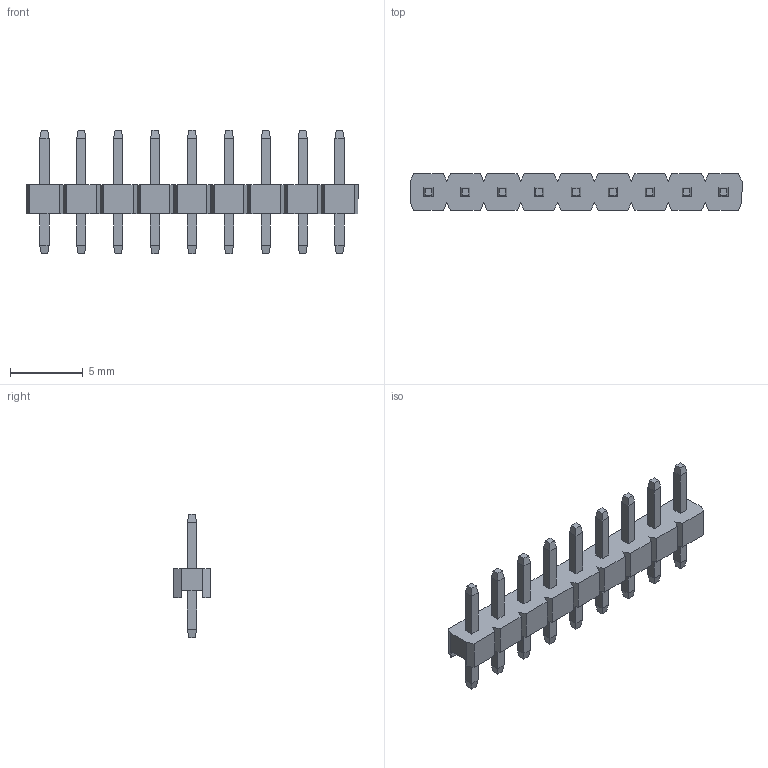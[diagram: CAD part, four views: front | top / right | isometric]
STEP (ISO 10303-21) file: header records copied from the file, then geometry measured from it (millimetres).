
FILE_DESCRIPTION (( 'STEP AP214' ), '1' );
FILE_NAME ('FPH25448-S09S1014100630B-REF.STEP', '2025-10-13T05:44:57', ( '' ), ( '' ), 'SwSTEP 2.0', 'SolidWorks 2021', '' );
FILE_SCHEMA (( 'AUTOMOTIVE_DESIGN' ));
Length unit declared in the file: millimetre
Products named in the file (1): FPH25448-S09S1014100630B-REF
Bounding box: 22.86 x 2.5 x 8.5 mm (x, y, z)
Volume: 118.4 mm3; surface area: 404.6 mm2
Topology: 1 solids, 1 shells, 224 faces, 540 edges, 336 vertices
Faces by surface type: plane 224
Entity records: 6322 total; most frequent: CARTESIAN_POINT 1101, ORIENTED_EDGE 1080, DIRECTION 990, EDGE_CURVE 540, LINE 540, VECTOR 540, VERTEX_POINT 336, EDGE_LOOP 242
